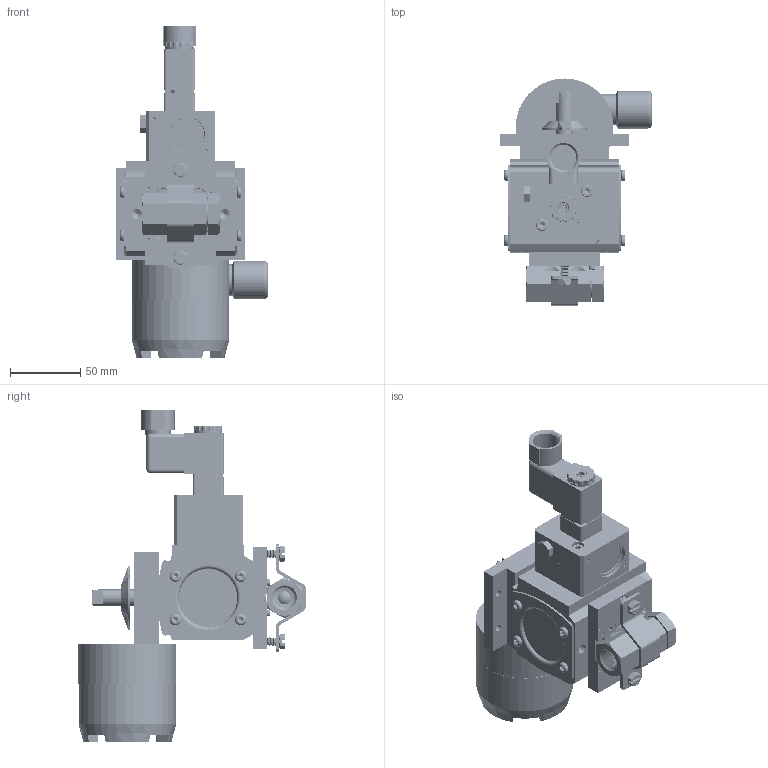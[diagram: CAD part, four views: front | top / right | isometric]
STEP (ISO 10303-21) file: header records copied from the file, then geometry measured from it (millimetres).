
FILE_DESCRIPTION (( 'STEP AP203' ), '1' );
FILE_NAME ('87MXXNA512DGPDCLS.step', '2018-09-04T14:42:35', ( '' ), ( '' ), 'SwSTEP 2.0', 'SolidWorks 2018', '' );
FILE_SCHEMA (( 'CONFIG_CONTROL_DESIGN' ));
Products named in the file (1): 87MXXNA512DGPDCLS
Bounding box: 107.71 x 161.26 x 235.76 mm (x, y, z)
Volume: 610851.8 mm3; surface area: 231049.9 mm2
Topology: 56 solids, 56 shells, 4589 faces, 11839 edges, 7320 vertices
Faces by surface type: cylinder 1930, cone 1428, plane 829, bspline 216, torus 176, sphere 10
Entity records: 219451 total; most frequent: CARTESIAN_POINT 111598, ORIENTED_EDGE 23286, DIRECTION 22599, EDGE_CURVE 11643, AXIS2_PLACEMENT_3D 9008, VERTEX_POINT 7316, EDGE_LOOP 4897, CIRCLE 4634
